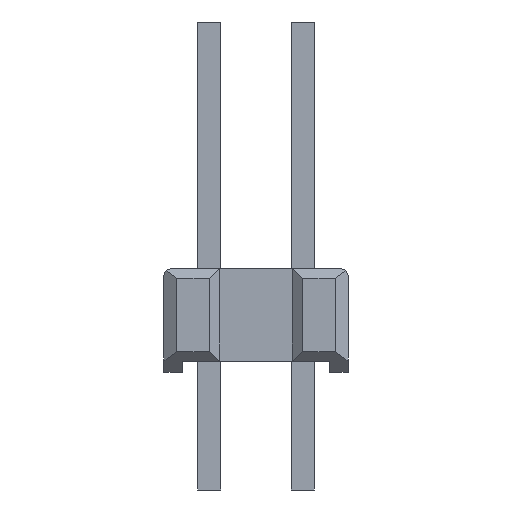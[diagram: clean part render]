
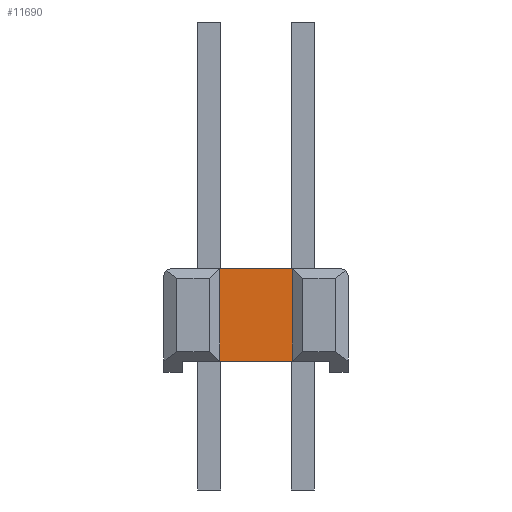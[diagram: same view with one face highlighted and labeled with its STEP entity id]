
A CAD part, left-side view. The second image highlights one B-rep face of the part: STEP entity #11690.
In plain terms, the highlighted planar face has unit normal (-1, 0, 0).
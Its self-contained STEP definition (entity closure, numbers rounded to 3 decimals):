
#166=DIRECTION('',(0.,0.,-1.));
#167=VECTOR('',#166,2.5);
#168=CARTESIAN_POINT('',(-16.26,0.977,0.));
#169=LINE('',#168,#167);
#1277=DIRECTION('',(0.,1.,0.));
#1278=VECTOR('',#1277,1.954);
#1279=CARTESIAN_POINT('',(-16.26,-0.977,0.));
#1280=LINE('',#1279,#1278);
#2125=DIRECTION('',(0.,1.,0.));
#2126=VECTOR('',#2125,1.954);
#2127=CARTESIAN_POINT('',(-16.26,-0.977,-2.5));
#2128=LINE('',#2127,#2126);
#3868=DIRECTION('',(0.,0.,-1.));
#3869=VECTOR('',#3868,2.5);
#3870=CARTESIAN_POINT('',(-16.26,-0.977,0.));
#3871=LINE('',#3870,#3869);
#6310=CARTESIAN_POINT('',(-16.26,-0.977,-2.5));
#6311=CARTESIAN_POINT('',(-16.26,0.977,-2.5));
#6312=VERTEX_POINT('',#6310);
#6313=VERTEX_POINT('',#6311);
#6314=CARTESIAN_POINT('',(-16.26,-0.977,0.));
#6315=CARTESIAN_POINT('',(-16.26,0.977,0.));
#6316=VERTEX_POINT('',#6314);
#6317=VERTEX_POINT('',#6315);
#11679=CARTESIAN_POINT('',(-16.26,-0.977,0.));
#11680=DIRECTION('',(1.,0.,0.));
#11681=DIRECTION('',(0.,1.,0.));
#11682=AXIS2_PLACEMENT_3D('',#11679,#11680,#11681);
#11683=PLANE('',#11682);
#11684=ORIENTED_EDGE('',*,*,#9549,.T.);
#11685=ORIENTED_EDGE('',*,*,#7206,.F.);
#11686=ORIENTED_EDGE('',*,*,#8650,.F.);
#11687=ORIENTED_EDGE('',*,*,#7254,.T.);
#11688=EDGE_LOOP('',(#11684,#11685,#11686,#11687));
#11689=FACE_OUTER_BOUND('',#11688,.F.);
#7206=EDGE_CURVE('',#6317,#6313,#169,.T.);
#7254=EDGE_CURVE('',#6316,#6312,#3871,.T.);
#8650=EDGE_CURVE('',#6316,#6317,#1280,.T.);
#9549=EDGE_CURVE('',#6312,#6313,#2128,.T.);
#11690=ADVANCED_FACE('',(#11689),#11683,.F.);
